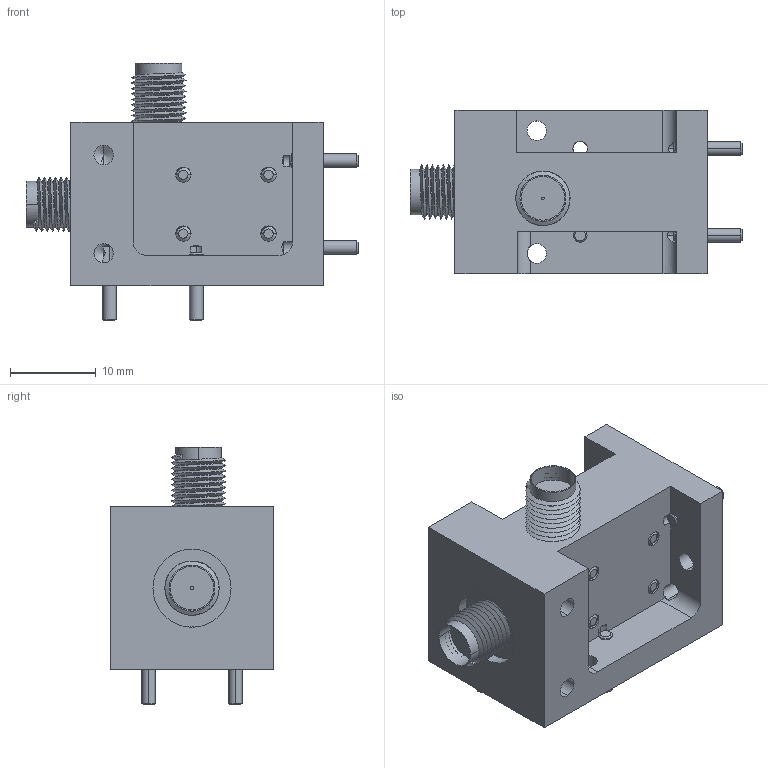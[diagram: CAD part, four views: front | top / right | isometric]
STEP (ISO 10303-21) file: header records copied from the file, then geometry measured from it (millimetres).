
FILE_DESCRIPTION (( 'STEP AP214' ), '1' );
FILE_NAME ('FB-EV-2-A.STEP', '2026-01-15T19:38:25', ( '' ), ( '' ), 'SwSTEP 2.0', 'SolidWorks 2021', '' );
FILE_SCHEMA (( 'AUTOMOTIVE_DESIGN' ));
Length unit declared in the file: inch
Products named in the file (1): FB-EV-2-A
Bounding box: 38.63 x 19.05 x 30 mm (x, y, z)
Volume: 7485 mm3; surface area: 5902.7 mm2
Topology: 15 solids, 19 shells, 838 faces, 2174 edges, 1363 vertices
Faces by surface type: cylinder 486, cone 189, plane 150, bspline 13
Entity records: 44905 total; most frequent: CARTESIAN_POINT 15361, ORIENTED_EDGE 4276, DIRECTION 3545, EDGE_CURVE 2138, AXIS2_PLACEMENT_3D 1366, VERTEX_POINT 1363, EDGE_LOOP 911, UNCERTAINTY_MEASURE_WITH_UNIT 844
